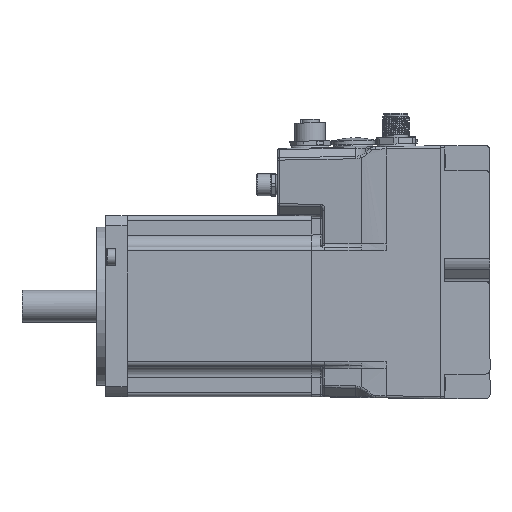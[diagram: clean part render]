
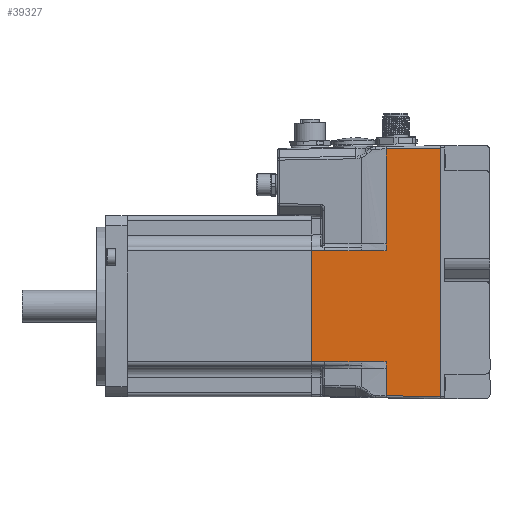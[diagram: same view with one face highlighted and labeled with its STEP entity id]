
A CAD part, left-side view. The second image highlights one B-rep face of the part: STEP entity #39327.
In plain terms, the highlighted planar face has unit normal (-1, 0.018, 0).
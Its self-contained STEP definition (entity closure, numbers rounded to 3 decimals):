
#1659=B_SPLINE_CURVE_WITH_KNOTS('',3,(#67523,#67524,#67525,#67526,#67527,
#67528),.UNSPECIFIED.,.F.,.F.,(4,2,4),(-43.006,-13.565,
-1.),.UNSPECIFIED.);
#2209=LINE('',#57122,#5217);
#2357=LINE('',#66351,#5365);
#2360=LINE('',#66360,#5368);
#2363=LINE('',#66736,#5371);
#2364=LINE('',#66960,#5372);
#2365=LINE('',#67484,#5373);
#2366=LINE('',#67486,#5374);
#2377=LINE('',#67530,#5385);
#2378=LINE('',#67532,#5386);
#2379=LINE('',#67534,#5387);
#2380=LINE('',#67536,#5388);
#2381=LINE('',#67537,#5389);
#2382=LINE('',#67538,#5390);
#5217=VECTOR('',#45815,10.);
#5365=VECTOR('',#46447,10.);
#5368=VECTOR('',#46458,10.);
#5371=VECTOR('',#46469,10.);
#5372=VECTOR('',#46470,10.);
#5373=VECTOR('',#46471,10.);
#5374=VECTOR('',#46472,10.);
#5385=VECTOR('',#46517,10.);
#5386=VECTOR('',#46518,10.);
#5387=VECTOR('',#46519,10.);
#5388=VECTOR('',#46520,10.);
#5389=VECTOR('',#46521,10.);
#5390=VECTOR('',#46522,10.);
#8736=FACE_OUTER_BOUND('',#10937,.T.);
#10937=EDGE_LOOP('',(#25766,#25767,#25768,#25769,#25770,#25771,#25772,#25773,
#25774,#25775,#25776,#25777,#25778,#25779));
#15066=VERTEX_POINT('',#57118);
#15068=VERTEX_POINT('',#57121);
#15260=VERTEX_POINT('',#66244);
#15270=VERTEX_POINT('',#66350);
#15272=VERTEX_POINT('',#66358);
#15281=VERTEX_POINT('',#66691);
#15282=VERTEX_POINT('',#66735);
#15285=VERTEX_POINT('',#66959);
#15287=VERTEX_POINT('',#67483);
#15288=VERTEX_POINT('',#67485);
#15298=VERTEX_POINT('',#67529);
#15299=VERTEX_POINT('',#67531);
#15300=VERTEX_POINT('',#67533);
#15301=VERTEX_POINT('',#67535);
#18978=EDGE_CURVE('',#15068,#15066,#2209,.F.);
#19334=EDGE_CURVE('',#15270,#15260,#2357,.T.);
#19339=EDGE_CURVE('',#15066,#15272,#2360,.T.);
#19349=EDGE_CURVE('',#15281,#15282,#2363,.T.);
#19353=EDGE_CURVE('',#15282,#15285,#2364,.T.);
#19358=EDGE_CURVE('',#15285,#15287,#2365,.T.);
#19359=EDGE_CURVE('',#15287,#15288,#2366,.T.);
#19379=EDGE_CURVE('',#15288,#15272,#1659,.T.);
#19380=EDGE_CURVE('',#15281,#15298,#2377,.T.);
#19381=EDGE_CURVE('',#15298,#15299,#2378,.T.);
#19382=EDGE_CURVE('',#15299,#15300,#2379,.T.);
#19383=EDGE_CURVE('',#15300,#15301,#2380,.T.);
#19384=EDGE_CURVE('',#15301,#15270,#2381,.T.);
#19385=EDGE_CURVE('',#15260,#15068,#2382,.T.);
#25766=ORIENTED_EDGE('',*,*,#18978,.T.);
#25767=ORIENTED_EDGE('',*,*,#19339,.T.);
#25768=ORIENTED_EDGE('',*,*,#19379,.F.);
#25769=ORIENTED_EDGE('',*,*,#19359,.F.);
#25770=ORIENTED_EDGE('',*,*,#19358,.F.);
#25771=ORIENTED_EDGE('',*,*,#19353,.F.);
#25772=ORIENTED_EDGE('',*,*,#19349,.F.);
#25773=ORIENTED_EDGE('',*,*,#19380,.T.);
#25774=ORIENTED_EDGE('',*,*,#19381,.T.);
#25775=ORIENTED_EDGE('',*,*,#19382,.T.);
#25776=ORIENTED_EDGE('',*,*,#19383,.T.);
#25777=ORIENTED_EDGE('',*,*,#19384,.T.);
#25778=ORIENTED_EDGE('',*,*,#19334,.T.);
#25779=ORIENTED_EDGE('',*,*,#19385,.T.);
#36002=PLANE('',#41777);
#39327=ADVANCED_FACE('',(#8736),#36002,.T.);
#41777=AXIS2_PLACEMENT_3D('',#67522,#46515,#46516);
#45815=DIRECTION('',(0.,0.,-1.));
#46447=DIRECTION('',(0.,0.,-1.));
#46458=DIRECTION('',(0.017,1.,-0.017));
#46469=DIRECTION('',(-0.017,-1.,0.));
#46470=DIRECTION('',(-0.017,-1.,0.));
#46471=DIRECTION('',(-0.017,-1.,0.));
#46472=DIRECTION('',(0.,0.,1.));
#46515=DIRECTION('center_axis',(-1.,0.017,0.));
#46516=DIRECTION('ref_axis',(0.,0.,
1.));
#46517=DIRECTION('',(0.,0.,-1.));
#46518=DIRECTION('',(-0.017,-1.,0.));
#46519=DIRECTION('',(-0.017,-1.,0.));
#46520=DIRECTION('',(-0.017,-1.,0.));
#46521=DIRECTION('',(0.,0.,-1.));
#46522=DIRECTION('',(-0.017,-1.,-0.017));
#57118=CARTESIAN_POINT('',(-40.995,-57.,69.995));
#57121=CARTESIAN_POINT('',(-40.995,-57.,-39.996));
#57122=CARTESIAN_POINT('',(-40.995,-57.,-46.185));
#66244=CARTESIAN_POINT('',(-40.576,-33.024,-39.577));
#66350=CARTESIAN_POINT('',(-40.576,-33.024,-27.57));
#66351=CARTESIAN_POINT('',(-40.576,-33.024,-27.57));
#66358=CARTESIAN_POINT('',(-40.576,-33.024,69.577));
#66360=CARTESIAN_POINT('',(-40.89,-51.,69.89));
#66691=CARTESIAN_POINT('',(-40.,0.,24.505));
#66735=CARTESIAN_POINT('',(-40.103,-5.906,24.505));
#66736=CARTESIAN_POINT('',(-40.,0.001,24.505));
#66959=CARTESIAN_POINT('',(-40.384,-22.,24.505));
#66960=CARTESIAN_POINT('',(-40.103,-5.906,24.505));
#67483=CARTESIAN_POINT('',(-40.576,-33.024,24.505));
#67484=CARTESIAN_POINT('',(-40.384,-22.,24.505));
#67485=CARTESIAN_POINT('',(-40.576,-33.024,27.57));
#67486=CARTESIAN_POINT('',(-40.576,-33.024,24.505));
#67522=CARTESIAN_POINT('Origin',(-39.651,20.,-41.25));
#67523=CARTESIAN_POINT('Ctrl Pts',(-40.576,-33.024,
27.57));
#67524=CARTESIAN_POINT('Ctrl Pts',(-40.576,-33.024,
37.384));
#67525=CARTESIAN_POINT('Ctrl Pts',(-40.576,-33.024,
47.198));
#67526=CARTESIAN_POINT('Ctrl Pts',(-40.576,-33.024,61.2));
#67527=CARTESIAN_POINT('Ctrl Pts',(-40.576,-33.024,
65.388));
#67528=CARTESIAN_POINT('Ctrl Pts',(-40.576,-33.024,
69.577));
#67529=CARTESIAN_POINT('',(-40.,0.,-24.505));
#67530=CARTESIAN_POINT('',(-40.,0.,-46.997));
#67531=CARTESIAN_POINT('',(-40.103,-5.906,-24.505));
#67532=CARTESIAN_POINT('',(-40.,0.001,-24.505));
#67533=CARTESIAN_POINT('',(-40.384,-22.,-24.505));
#67534=CARTESIAN_POINT('',(-40.103,-5.906,-24.505));
#67535=CARTESIAN_POINT('',(-40.576,-33.024,-24.505));
#67536=CARTESIAN_POINT('',(-40.384,-22.,-24.505));
#67537=CARTESIAN_POINT('',(-40.576,-33.024,-24.505));
#67538=CARTESIAN_POINT('',(-40.576,-33.024,-39.577));
